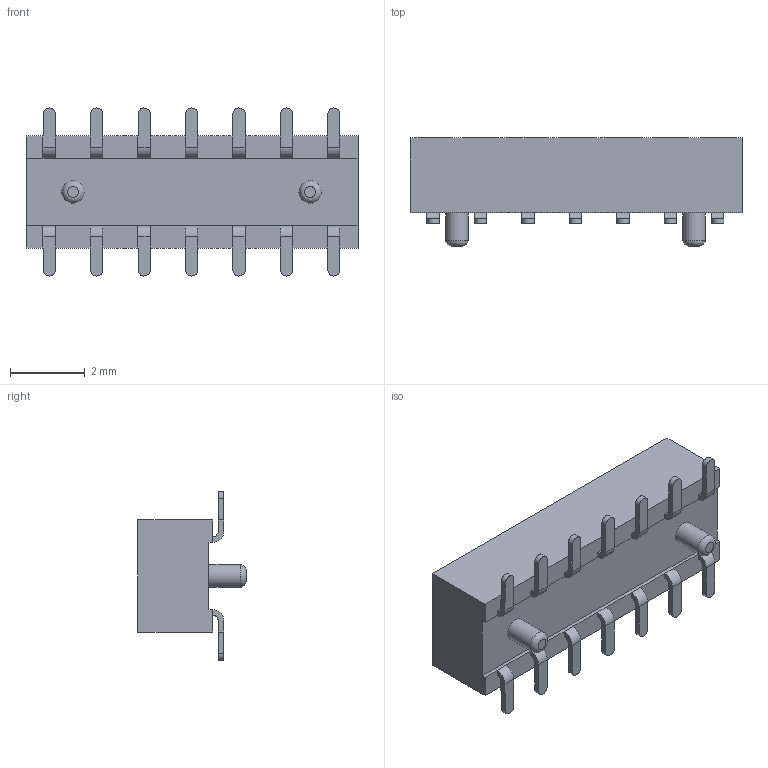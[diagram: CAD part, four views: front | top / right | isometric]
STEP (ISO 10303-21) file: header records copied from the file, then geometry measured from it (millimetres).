
FILE_DESCRIPTION(/* description */ (''),/* implementation_level */ '2;1');
FILE_NAME(/* name */ '46-6062-014-xx-10-xx.stp',/* time_stamp */ '2025-09-19T11:19:38+02:00',/* author */ ('andreas.larin'),/* organization */ (''),/* preprocessor_version */ 'ST-DEVELOPER v20',/* originating_system */ 'Autodesk Inventor 2025',/* authorisation */ '');
FILE_SCHEMA (('AUTOMOTIVE_DESIGN { 1 0 10303 214 3 1 1 }'));
Length unit declared in the file: millimetre
Products named in the file (1): 46-6062-014-xx-10-xx
Bounding box: 8.89 x 2.9 x 4.5 mm (x, y, z)
Volume: 51.5 mm3; surface area: 127.7 mm2
Topology: 1 solids, 1 shells, 212 faces, 554 edges, 360 vertices
Faces by surface type: plane 166, cylinder 44, bspline 2
Full cylindrical faces by diameter (mm): 0.6 x2
Entity records: 6524 total; most frequent: CARTESIAN_POINT 1179, ORIENTED_EDGE 1108, DIRECTION 1070, EDGE_CURVE 554, LINE 460, VECTOR 460, VERTEX_POINT 360, AXIS2_PLACEMENT_3D 305
